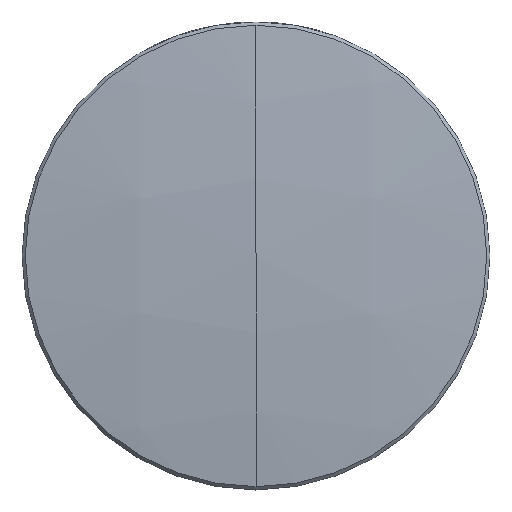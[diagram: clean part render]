
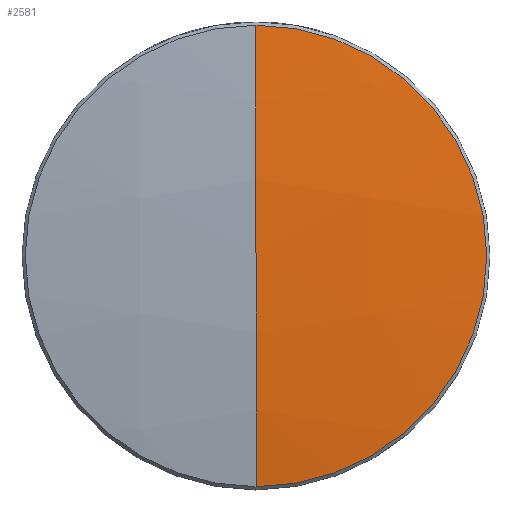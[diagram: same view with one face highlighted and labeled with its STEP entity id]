
A CAD part, top view. The second image highlights one B-rep face of the part: STEP entity #2581.
In plain terms, the highlighted spherical face has radius 103.01 mm.
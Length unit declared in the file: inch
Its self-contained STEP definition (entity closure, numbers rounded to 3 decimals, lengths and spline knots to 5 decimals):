
#13 = DIRECTION ( 'NONE',  ( 1., 0., 0. ) ) ;
#78 = CIRCLE ( 'NONE', #446, 4.05551 ) ;
#234 = CARTESIAN_POINT ( 'NONE',  ( 0., 0., 0.02464 ) ) ;
#266 = DIRECTION ( 'NONE',  ( 0., -1., 0. ) ) ;
#329 = DIRECTION ( 'NONE',  ( 1., 0., 0. ) ) ;
#446 = AXIS2_PLACEMENT_3D ( 'NONE', #924, #899, #2317 ) ;
#497 = DIRECTION ( 'NONE',  ( 0., 1., 0. ) ) ;
#500 = DIRECTION ( 'NONE',  ( 1., 0., 0. ) ) ;
#515 = DIRECTION ( 'NONE',  ( 1., 0., 0. ) ) ;
#530 = CARTESIAN_POINT ( 'NONE',  ( 0., 0.49304, 0.02464 ) ) ;
#564 = EDGE_CURVE ( 'NONE', #1579, #1251, #1430, .T. ) ;
#791 = EDGE_LOOP ( 'NONE', ( #1791, #2377, #2515, #2070 ) ) ;
#816 = AXIS2_PLACEMENT_3D ( 'NONE', #1100, #2542, #515 ) ;
#876 = EDGE_CURVE ( 'NONE', #1972, #1579, #1490, .T. ) ;
#899 = DIRECTION ( 'NONE',  ( -1., 0., 0. ) ) ;
#918 = CIRCLE ( 'NONE', #816, 0.49304 ) ;
#924 = CARTESIAN_POINT ( 'NONE',  ( 0., 0., -4.00079 ) ) ;
#968 = CARTESIAN_POINT ( 'NONE',  ( 0.49304, 0., 0.02464 ) ) ;
#1100 = CARTESIAN_POINT ( 'NONE',  ( 0., 0., 0.02464 ) ) ;
#1251 = VERTEX_POINT ( 'NONE', #2247 ) ;
#1363 = SPHERICAL_SURFACE ( 'NONE', #2306, 4.05551 ) ;
#1414 = AXIS2_PLACEMENT_3D ( 'NONE', #234, #2069, #13 ) ;
#1430 = CIRCLE ( 'NONE', #2518, 4.05551 ) ;
#1490 = CIRCLE ( 'NONE', #1414, 0.49304 ) ;
#1546 = CARTESIAN_POINT ( 'NONE',  ( 0., 0., -4.00079 ) ) ;
#1579 = VERTEX_POINT ( 'NONE', #530 ) ;
#1608 = VERTEX_POINT ( 'NONE', #2424 ) ;
#1670 = FACE_OUTER_BOUND ( 'NONE', #791, .T. ) ;
#1712 = CARTESIAN_POINT ( 'NONE',  ( 0., 0., -4.00079 ) ) ;
#1791 = ORIENTED_EDGE ( 'NONE', *, *, #2243, .T. ) ;
#1972 = VERTEX_POINT ( 'NONE', #968 ) ;
#2069 = DIRECTION ( 'NONE',  ( 0., 0., 1. ) ) ;
#2070 = ORIENTED_EDGE ( 'NONE', *, *, #2230, .F. ) ;
#2230 = EDGE_CURVE ( 'NONE', #1608, #1251, #78, .T. ) ;
#2243 = EDGE_CURVE ( 'NONE', #1608, #1972, #918, .T. ) ;
#2247 = CARTESIAN_POINT ( 'NONE',  ( 0., 0., 0.05472 ) ) ;
#2306 = AXIS2_PLACEMENT_3D ( 'NONE', #1712, #500, #266 ) ;
#2317 = DIRECTION ( 'NONE',  ( 0., -1., 0. ) ) ;
#2377 = ORIENTED_EDGE ( 'NONE', *, *, #876, .T. ) ;
#2424 = CARTESIAN_POINT ( 'NONE',  ( 0., -0.49304, 0.02464 ) ) ;
#2515 = ORIENTED_EDGE ( 'NONE', *, *, #564, .T. ) ;
#2518 = AXIS2_PLACEMENT_3D ( 'NONE', #1546, #329, #497 ) ;
#2542 = DIRECTION ( 'NONE',  ( 0., 0., 1. ) ) ;
#2581 = ADVANCED_FACE ( 'NONE', ( #1670 ), #1363, .T. ) ;
